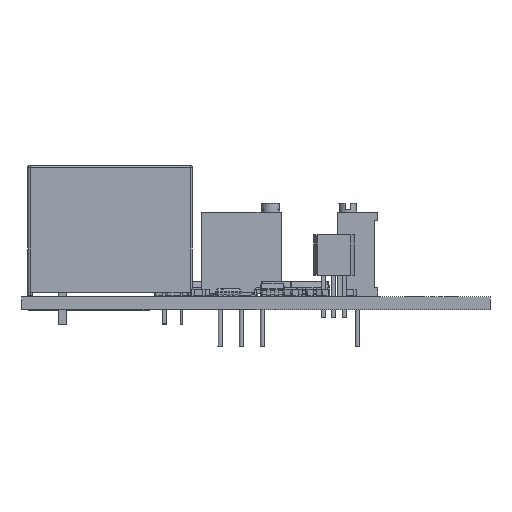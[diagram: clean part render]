
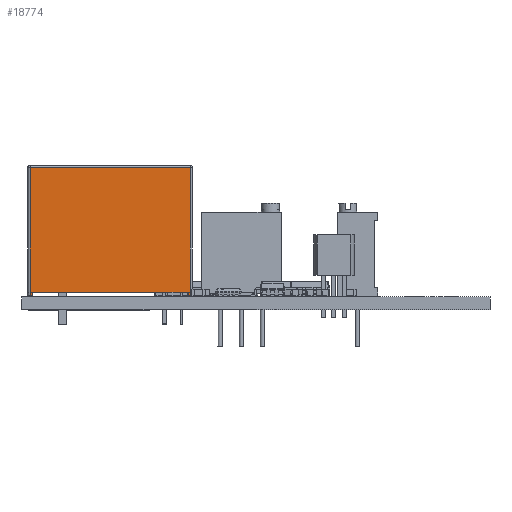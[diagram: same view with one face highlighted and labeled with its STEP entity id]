
A CAD part, left-side view. The second image highlights one B-rep face of the part: STEP entity #18774.
In plain terms, the highlighted face is planar.
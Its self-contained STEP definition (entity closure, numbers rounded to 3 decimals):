
#18461 = VERTEX_POINT('',#18462);
#18462 = CARTESIAN_POINT('',(17.8,7.7,0.48));
#18543 = VERTEX_POINT('',#18544);
#18544 = CARTESIAN_POINT('',(-0.8,7.7,0.48));
#18550 = EDGE_CURVE('',#18543,#18461,#18551,.T.);
#18551 = LINE('',#18552,#18553);
#18552 = CARTESIAN_POINT('',(-0.8,7.7,0.48));
#18553 = VECTOR('',#18554,1.);
#18554 = DIRECTION('',(1.,0.,0.));
#18748 = VERTEX_POINT('',#18749);
#18749 = CARTESIAN_POINT('',(17.8,7.7,0.1));
#18757 = EDGE_CURVE('',#18748,#18461,#18758,.T.);
#18758 = LINE('',#18759,#18760);
#18759 = CARTESIAN_POINT('',(17.8,7.7,0.1));
#18760 = VECTOR('',#18761,1.);
#18761 = DIRECTION('',(0.,0.,1.));
#18774 = ADVANCED_FACE('',(#18775),#18825,.T.);
#18775 = FACE_BOUND('',#18776,.T.);
#18776 = EDGE_LOOP('',(#18777,#18787,#18793,#18794,#18795,#18803,#18811,
    #18819));
#18777 = ORIENTED_EDGE('',*,*,#18778,.F.);
#18778 = EDGE_CURVE('',#18779,#18781,#18783,.T.);
#18779 = VERTEX_POINT('',#18780);
#18780 = CARTESIAN_POINT('',(18.05,7.7,0.1));
#18781 = VERTEX_POINT('',#18782);
#18782 = CARTESIAN_POINT('',(18.05,7.7,15.35));
#18783 = LINE('',#18784,#18785);
#18784 = CARTESIAN_POINT('',(18.05,7.7,0.1));
#18785 = VECTOR('',#18786,1.);
#18786 = DIRECTION('',(0.,0.,1.));
#18787 = ORIENTED_EDGE('',*,*,#18788,.F.);
#18788 = EDGE_CURVE('',#18748,#18779,#18789,.T.);
#18789 = LINE('',#18790,#18791);
#18790 = CARTESIAN_POINT('',(-1.3,7.7,0.1));
#18791 = VECTOR('',#18792,1.);
#18792 = DIRECTION('',(1.,0.,0.));
#18793 = ORIENTED_EDGE('',*,*,#18757,.T.);
#18794 = ORIENTED_EDGE('',*,*,#18550,.F.);
#18795 = ORIENTED_EDGE('',*,*,#18796,.F.);
#18796 = EDGE_CURVE('',#18797,#18543,#18799,.T.);
#18797 = VERTEX_POINT('',#18798);
#18798 = CARTESIAN_POINT('',(-0.8,7.7,0.1));
#18799 = LINE('',#18800,#18801);
#18800 = CARTESIAN_POINT('',(-0.8,7.7,0.1));
#18801 = VECTOR('',#18802,1.);
#18802 = DIRECTION('',(0.,0.,1.));
#18803 = ORIENTED_EDGE('',*,*,#18804,.F.);
#18804 = EDGE_CURVE('',#18805,#18797,#18807,.T.);
#18805 = VERTEX_POINT('',#18806);
#18806 = CARTESIAN_POINT('',(-1.05,7.7,0.1));
#18807 = LINE('',#18808,#18809);
#18808 = CARTESIAN_POINT('',(-1.3,7.7,0.1));
#18809 = VECTOR('',#18810,1.);
#18810 = DIRECTION('',(1.,0.,0.));
#18811 = ORIENTED_EDGE('',*,*,#18812,.T.);
#18812 = EDGE_CURVE('',#18805,#18813,#18815,.T.);
#18813 = VERTEX_POINT('',#18814);
#18814 = CARTESIAN_POINT('',(-1.05,7.7,15.35));
#18815 = LINE('',#18816,#18817);
#18816 = CARTESIAN_POINT('',(-1.05,7.7,0.1));
#18817 = VECTOR('',#18818,1.);
#18818 = DIRECTION('',(0.,0.,1.));
#18819 = ORIENTED_EDGE('',*,*,#18820,.T.);
#18820 = EDGE_CURVE('',#18813,#18781,#18821,.T.);
#18821 = LINE('',#18822,#18823);
#18822 = CARTESIAN_POINT('',(-1.05,7.7,15.35));
#18823 = VECTOR('',#18824,1.);
#18824 = DIRECTION('',(1.,0.,0.));
#18825 = PLANE('',#18826);
#18826 = AXIS2_PLACEMENT_3D('',#18827,#18828,#18829);
#18827 = CARTESIAN_POINT('',(-1.3,7.7,0.1));
#18828 = DIRECTION('',(0.,1.,0.));
#18829 = DIRECTION('',(1.,0.,0.));
